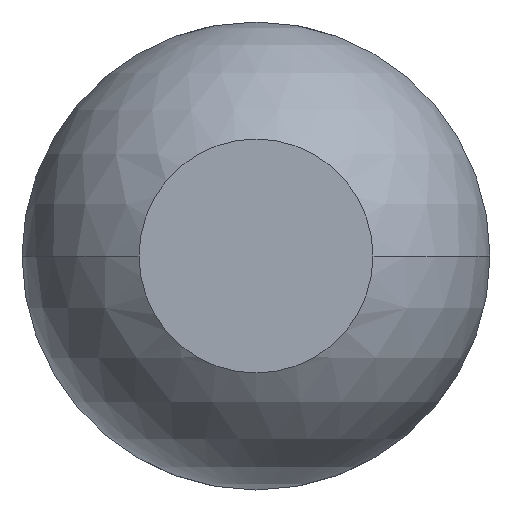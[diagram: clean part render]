
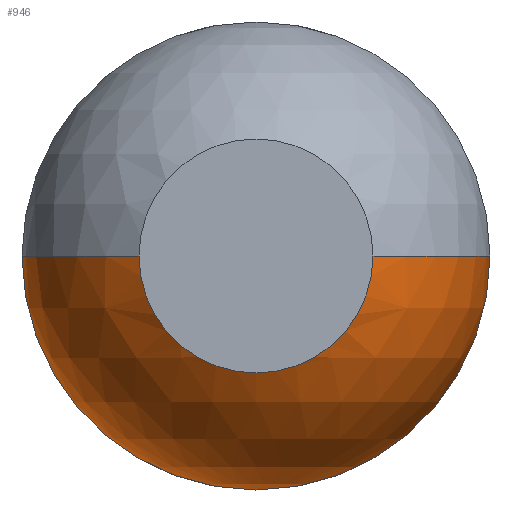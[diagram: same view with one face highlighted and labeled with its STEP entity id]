
A CAD part, front view. The second image highlights one B-rep face of the part: STEP entity #946.
In plain terms, the highlighted spherical face has radius 0.5 mm.
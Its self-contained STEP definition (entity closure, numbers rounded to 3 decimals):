
#33 = EDGE_CURVE ( 'Defeature ausgef�hrt4_0+Defeature ausgef�hrt4_7+Defeature ausgef�hrt4_7+Defeature ausgef�hrt4_7', #1908, #2181, #1221, .T. ) ;
#133 = CIRCLE ( 'NONE', #283, 0.25 ) ;
#160 = CARTESIAN_POINT ( 'NONE',  ( -0.25, -20., 0. ) ) ;
#283 = AXIS2_PLACEMENT_3D ( 'NONE', #1972, #364, #665 ) ;
#364 = DIRECTION ( 'NONE',  ( 0., 1., 0. ) ) ;
#393 = EDGE_CURVE ( 'Defeature ausgef�hrt4_2+Defeature ausgef�hrt4_0+Defeature ausgef�hrt4_0+Defeature ausgef�hrt4_0', #875, #2781, #2570, .T. ) ;
#437 = AXIS2_PLACEMENT_3D ( 'NONE', #1498, #1021, #459 ) ;
#459 = DIRECTION ( 'NONE',  ( 0., 0., 1. ) ) ;
#535 = VERTEX_POINT ( 'NONE', #572 ) ;
#572 = CARTESIAN_POINT ( 'NONE',  ( 0.25, -20., 0. ) ) ;
#665 = DIRECTION ( 'NONE',  ( 0., 0., 1. ) ) ;
#769 = CARTESIAN_POINT ( 'NONE',  ( 0., -19.567, 0. ) ) ;
#785 = ORIENTED_EDGE ( 'NONE', *, *, #393, .F. ) ;
#838 = ORIENTED_EDGE ( 'NONE', *, *, #2593, .F. ) ;
#875 = VERTEX_POINT ( 'NONE', #1549 ) ;
#885 = CIRCLE ( 'NONE', #2914, 0.5 ) ;
#932 = CARTESIAN_POINT ( 'NONE',  ( 0., -19.567, -0.5 ) ) ;
#946 = ADVANCED_FACE ( 'Defeature ausgef�hrt4_0', ( #2650 ), #2842, .T. ) ;
#957 = EDGE_CURVE ( 'NONE', #2181, #1571, #1998, .T. ) ;
#1021 = DIRECTION ( 'NONE',  ( 0., 1., 0. ) ) ;
#1072 = EDGE_CURVE ( 'Defeature ausgef�hrt4_2+Defeature ausgef�hrt4_0+Defeature ausgef�hrt4_0+Defeature ausgef�hrt4_0', #2781, #1571, #885, .T. ) ;
#1078 = DIRECTION ( 'NONE',  ( 0., 0., 1. ) ) ;
#1117 = AXIS2_PLACEMENT_3D ( 'NONE', #2675, #1594, #2384 ) ;
#1221 = CIRCLE ( 'NONE', #2810, 0.25 ) ;
#1484 = EDGE_LOOP ( 'NONE', ( #1527, #2950, #1668, #3184, #785, #838 ) ) ;
#1498 = CARTESIAN_POINT ( 'NONE',  ( 0., -19.567, 0. ) ) ;
#1527 = ORIENTED_EDGE ( 'NONE', *, *, #2071, .T. ) ;
#1549 = CARTESIAN_POINT ( 'NONE',  ( 0.5, -19.567, 0. ) ) ;
#1571 = VERTEX_POINT ( 'NONE', #1613 ) ;
#1574 = AXIS2_PLACEMENT_3D ( 'NONE', #2076, #1780, #1792 ) ;
#1594 = DIRECTION ( 'NONE',  ( 0., 0., 1. ) ) ;
#1613 = CARTESIAN_POINT ( 'NONE',  ( -0.5, -19.567, 0. ) ) ;
#1668 = ORIENTED_EDGE ( 'NONE', *, *, #957, .T. ) ;
#1768 = CARTESIAN_POINT ( 'NONE',  ( 0., -19.567, 0. ) ) ;
#1780 = DIRECTION ( 'NONE',  ( 0., 0., -1. ) ) ;
#1792 = DIRECTION ( 'NONE',  ( -1., 0., 0. ) ) ;
#1815 = DIRECTION ( 'NONE',  ( 1., 0., 0. ) ) ;
#1908 = VERTEX_POINT ( 'NONE', #2166 ) ;
#1972 = CARTESIAN_POINT ( 'NONE',  ( 0., -20., 0. ) ) ;
#1998 = CIRCLE ( 'NONE', #1574, 0.5 ) ;
#2071 = EDGE_CURVE ( 'Defeature ausgef�hrt4_0+Defeature ausgef�hrt4_7+Defeature ausgef�hrt4_7+Defeature ausgef�hrt4_7', #535, #1908, #133, .T. ) ;
#2076 = CARTESIAN_POINT ( 'NONE',  ( 0., -19.567, 0. ) ) ;
#2081 = DIRECTION ( 'NONE',  ( 0., 0., 1. ) ) ;
#2157 = CIRCLE ( 'NONE', #1117, 0.5 ) ;
#2166 = CARTESIAN_POINT ( 'NONE',  ( 0., -20., -0.25 ) ) ;
#2181 = VERTEX_POINT ( 'NONE', #160 ) ;
#2384 = DIRECTION ( 'NONE',  ( 1., 0., 0. ) ) ;
#2570 = CIRCLE ( 'NONE', #437, 0.5 ) ;
#2593 = EDGE_CURVE ( 'NONE', #535, #875, #2157, .T. ) ;
#2650 = FACE_OUTER_BOUND ( 'NONE', #1484, .T. ) ;
#2651 = CARTESIAN_POINT ( 'NONE',  ( 0., -20., 0. ) ) ;
#2675 = CARTESIAN_POINT ( 'NONE',  ( 0., -19.567, 0. ) ) ;
#2781 = VERTEX_POINT ( 'NONE', #932 ) ;
#2810 = AXIS2_PLACEMENT_3D ( 'NONE', #2651, #2934, #1078 ) ;
#2842 = SPHERICAL_SURFACE ( 'NONE', #3335, 0.5 ) ;
#2908 = DIRECTION ( 'NONE',  ( 0., 1., 0. ) ) ;
#2914 = AXIS2_PLACEMENT_3D ( 'NONE', #769, #2908, #2081 ) ;
#2934 = DIRECTION ( 'NONE',  ( 0., 1., 0. ) ) ;
#2950 = ORIENTED_EDGE ( 'NONE', *, *, #33, .T. ) ;
#3138 = DIRECTION ( 'NONE',  ( 0., 0., -1. ) ) ;
#3184 = ORIENTED_EDGE ( 'NONE', *, *, #1072, .F. ) ;
#3335 = AXIS2_PLACEMENT_3D ( 'NONE', #1768, #3138, #1815 ) ;
